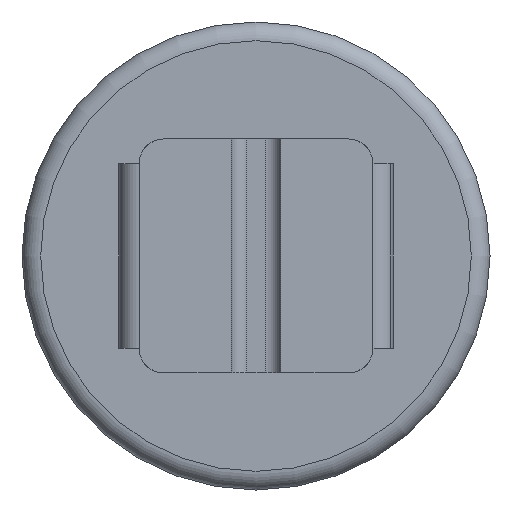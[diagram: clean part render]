
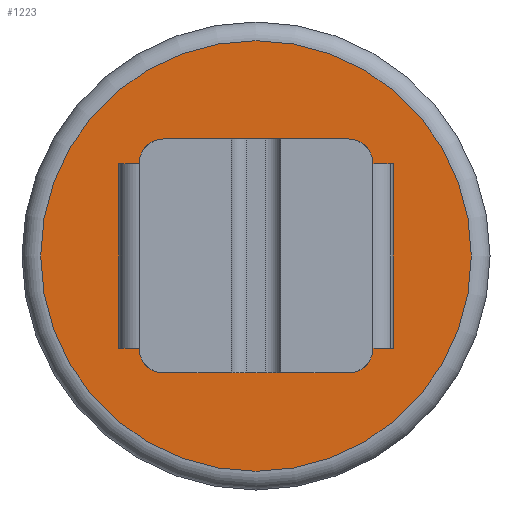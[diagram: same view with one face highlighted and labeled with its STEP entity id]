
A CAD part, left-side view. The second image highlights one B-rep face of the part: STEP entity #1223.
In plain terms, the highlighted face is planar.
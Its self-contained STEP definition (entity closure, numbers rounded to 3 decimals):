
#101=CIRCLE('',#1407,3.45);
#102=CIRCLE('',#1408,3.45);
#222=FACE_OUTER_BOUND('',#287,.T.);
#287=EDGE_LOOP('',(#1123,#1124));
#592=VERTEX_POINT('',#2354);
#593=VERTEX_POINT('',#2355);
#768=EDGE_CURVE('',#592,#593,#101,.T.);
#769=EDGE_CURVE('',#593,#592,#102,.T.);
#1123=ORIENTED_EDGE('',*,*,#768,.T.);
#1124=ORIENTED_EDGE('',*,*,#769,.T.);
#1158=PLANE('',#1410);
#1223=ADVANCED_FACE('',(#222),#1158,.T.);
#1407=AXIS2_PLACEMENT_3D('',#2356,#1752,#1753);
#1408=AXIS2_PLACEMENT_3D('',#2357,#1754,#1755);
#1410=AXIS2_PLACEMENT_3D('',#2359,#1758,#1759);
#1752=DIRECTION('center_axis',(1.,0.,0.));
#1753=DIRECTION('ref_axis',(0.,0.,-1.));
#1754=DIRECTION('center_axis',(1.,0.,0.));
#1755=DIRECTION('ref_axis',(0.,0.,-1.));
#1758=DIRECTION('center_axis',(1.,0.,0.));
#1759=DIRECTION('ref_axis',(0.,0.,-1.));
#2354=CARTESIAN_POINT('',(0.85,3.45,0.));
#2355=CARTESIAN_POINT('',(0.85,0.,3.45));
#2356=CARTESIAN_POINT('Origin',(0.85,0.,0.));
#2357=CARTESIAN_POINT('Origin',(0.85,0.,0.));
#2359=CARTESIAN_POINT('Origin',(0.85,0.,0.));
